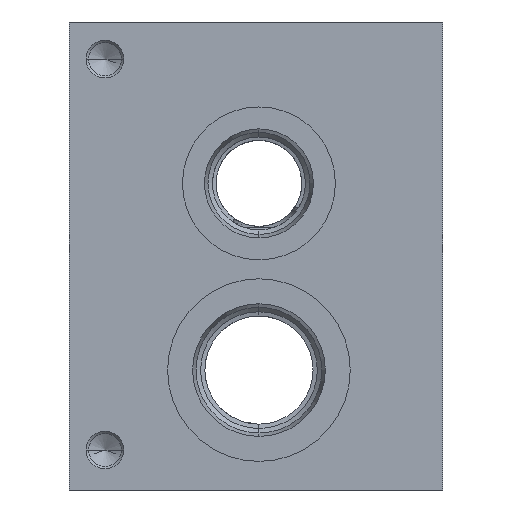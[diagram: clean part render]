
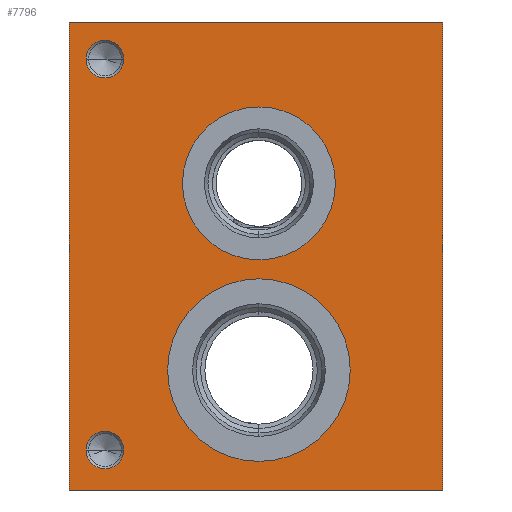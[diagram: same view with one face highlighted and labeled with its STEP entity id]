
A CAD part, front view. The second image highlights one B-rep face of the part: STEP entity #7796.
In plain terms, the highlighted planar face has unit normal (0, -1, 0).
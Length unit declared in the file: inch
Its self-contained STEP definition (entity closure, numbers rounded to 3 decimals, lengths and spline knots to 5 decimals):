
#5=DIRECTION('',(1.,0.,0.));
#6=VECTOR('',#5,3.938);
#7=CARTESIAN_POINT('',(0.,-9.75,0.));
#8=LINE('',#7,#6);
#95=DIRECTION('',(0.,0.,1.));
#96=VECTOR('',#95,4.938);
#97=CARTESIAN_POINT('',(3.938,-9.75,0.));
#98=LINE('',#97,#96);
#399=DIRECTION('',(0.,0.,1.));
#400=VECTOR('',#399,4.938);
#401=CARTESIAN_POINT('',(0.,-9.75,0.));
#402=LINE('',#401,#400);
#403=CARTESIAN_POINT('',(0.375,-9.75,0.422));
#404=DIRECTION('',(0.,1.,0.));
#405=DIRECTION('',(-1.,0.,0.));
#406=AXIS2_PLACEMENT_3D('',#403,#404,#405);
#408=CARTESIAN_POINT('',(0.375,-9.75,0.422));
#409=DIRECTION('',(0.,1.,0.));
#410=DIRECTION('',(1.,0.,0.));
#411=AXIS2_PLACEMENT_3D('',#408,#409,#410);
#413=CARTESIAN_POINT('',(0.375,-9.75,4.546));
#414=DIRECTION('',(0.,1.,0.));
#415=DIRECTION('',(-1.,0.,0.));
#416=AXIS2_PLACEMENT_3D('',#413,#414,#415);
#418=CARTESIAN_POINT('',(0.375,-9.75,4.546));
#419=DIRECTION('',(0.,1.,0.));
#420=DIRECTION('',(1.,0.,0.));
#421=AXIS2_PLACEMENT_3D('',#418,#419,#420);
#423=CARTESIAN_POINT('',(2.,-9.75,1.265));
#424=DIRECTION('',(0.,1.,0.));
#425=DIRECTION('',(0.,0.,-1.));
#426=AXIS2_PLACEMENT_3D('',#423,#424,#425);
#428=CARTESIAN_POINT('',(2.,-9.75,1.265));
#429=DIRECTION('',(0.,1.,0.));
#430=DIRECTION('',(0.,0.,1.));
#431=AXIS2_PLACEMENT_3D('',#428,#429,#430);
#433=CARTESIAN_POINT('',(2.,-9.75,3.235));
#434=DIRECTION('',(0.,1.,0.));
#435=DIRECTION('',(0.,0.,-1.));
#436=AXIS2_PLACEMENT_3D('',#433,#434,#435);
#438=CARTESIAN_POINT('',(2.,-9.75,3.235));
#439=DIRECTION('',(0.,1.,0.));
#440=DIRECTION('',(0.,0.,1.));
#441=AXIS2_PLACEMENT_3D('',#438,#439,#440);
#455=DIRECTION('',(1.,0.,0.));
#456=VECTOR('',#455,3.938);
#457=CARTESIAN_POINT('',(0.,-9.75,4.938));
#458=LINE('',#457,#456);
#6353=CARTESIAN_POINT('',(0.,-9.75,0.));
#6355=VERTEX_POINT('',#6353);
#6356=CARTESIAN_POINT('',(3.938,-9.75,0.));
#6357=VERTEX_POINT('',#6356);
#6361=CARTESIAN_POINT('',(0.,-9.75,4.938));
#6363=VERTEX_POINT('',#6361);
#6364=CARTESIAN_POINT('',(3.938,-9.75,4.938));
#6365=VERTEX_POINT('',#6364);
#7104=CARTESIAN_POINT('',(0.1765,-9.75,0.422));
#7106=VERTEX_POINT('',#7104);
#7108=CARTESIAN_POINT('',(0.5735,-9.75,0.422));
#7110=VERTEX_POINT('',#7108);
#7118=CARTESIAN_POINT('',(0.1765,-9.75,4.546));
#7120=VERTEX_POINT('',#7118);
#7122=CARTESIAN_POINT('',(0.5735,-9.75,4.546));
#7124=VERTEX_POINT('',#7122);
#7126=CARTESIAN_POINT('',(2.,-9.75,0.3015));
#7128=VERTEX_POINT('',#7126);
#7130=CARTESIAN_POINT('',(2.,-9.75,2.2285));
#7132=VERTEX_POINT('',#7130);
#7168=CARTESIAN_POINT('',(2.,-9.75,2.428));
#7170=VERTEX_POINT('',#7168);
#7172=CARTESIAN_POINT('',(2.,-9.75,4.042));
#7174=VERTEX_POINT('',#7172);
#7760=CARTESIAN_POINT('',(0.,-9.75,0.));
#7761=DIRECTION('',(0.,-1.,0.));
#7762=DIRECTION('',(1.,0.,0.));
#7763=AXIS2_PLACEMENT_3D('',#7760,#7761,#7762);
#7764=PLANE('',#7763);
#7765=ORIENTED_EDGE('',*,*,#7486,.F.);
#7766=ORIENTED_EDGE('',*,*,#7517,.T.);
#7768=ORIENTED_EDGE('',*,*,#7767,.T.);
#7769=ORIENTED_EDGE('',*,*,#7572,.F.);
#7770=EDGE_LOOP('',(#7765,#7766,#7768,#7769));
#7771=FACE_OUTER_BOUND('',#7770,.F.);
#7773=ORIENTED_EDGE('',*,*,#7772,.F.);
#7775=ORIENTED_EDGE('',*,*,#7774,.F.);
#7776=EDGE_LOOP('',(#7773,#7775));
#7777=FACE_BOUND('',#7776,.F.);
#7779=ORIENTED_EDGE('',*,*,#7778,.F.);
#7781=ORIENTED_EDGE('',*,*,#7780,.F.);
#7782=EDGE_LOOP('',(#7779,#7781));
#7783=FACE_BOUND('',#7782,.F.);
#7785=ORIENTED_EDGE('',*,*,#7784,.F.);
#7787=ORIENTED_EDGE('',*,*,#7786,.F.);
#7788=EDGE_LOOP('',(#7785,#7787));
#7789=FACE_BOUND('',#7788,.F.);
#7791=ORIENTED_EDGE('',*,*,#7790,.F.);
#7793=ORIENTED_EDGE('',*,*,#7792,.F.);
#7794=EDGE_LOOP('',(#7791,#7793));
#7795=FACE_BOUND('',#7794,.F.);
#7796=ADVANCED_FACE('',(#7771,#7777,#7783,#7789,#7795),#7764,.T.);
#407=CIRCLE('',#406,0.1985);
#412=CIRCLE('',#411,0.1985);
#417=CIRCLE('',#416,0.1985);
#422=CIRCLE('',#421,0.1985);
#427=CIRCLE('',#426,0.9635);
#432=CIRCLE('',#431,0.9635);
#437=CIRCLE('',#436,0.807);
#442=CIRCLE('',#441,0.807);
#7486=EDGE_CURVE('',#6355,#6357,#8,.T.);
#7517=EDGE_CURVE('',#6355,#6363,#402,.T.);
#7572=EDGE_CURVE('',#6357,#6365,#98,.T.);
#7767=EDGE_CURVE('',#6363,#6365,#458,.T.);
#7772=EDGE_CURVE('',#7106,#7110,#407,.T.);
#7774=EDGE_CURVE('',#7110,#7106,#412,.T.);
#7778=EDGE_CURVE('',#7120,#7124,#417,.T.);
#7780=EDGE_CURVE('',#7124,#7120,#422,.T.);
#7784=EDGE_CURVE('',#7128,#7132,#427,.T.);
#7786=EDGE_CURVE('',#7132,#7128,#432,.T.);
#7790=EDGE_CURVE('',#7170,#7174,#437,.T.);
#7792=EDGE_CURVE('',#7174,#7170,#442,.T.);
